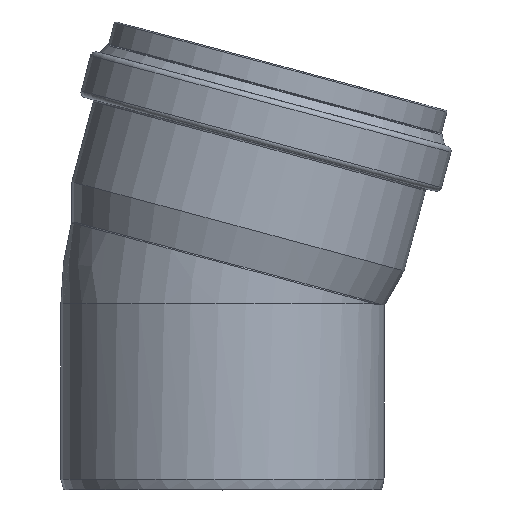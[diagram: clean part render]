
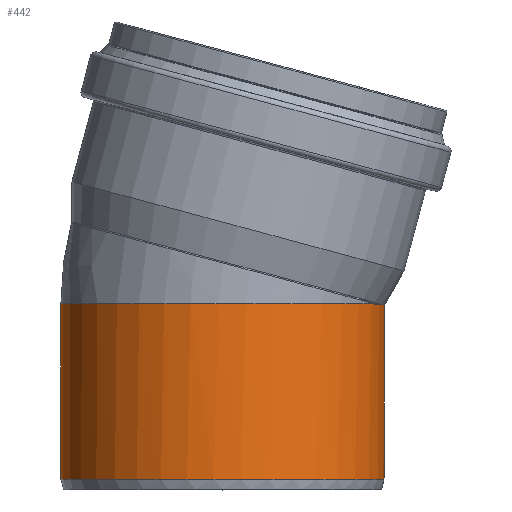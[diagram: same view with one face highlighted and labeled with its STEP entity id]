
A CAD part, top view. The second image highlights one B-rep face of the part: STEP entity #442.
In plain terms, the highlighted cylindrical face has radius 125.15 mm (diameter 250.3 mm), a full revolution.
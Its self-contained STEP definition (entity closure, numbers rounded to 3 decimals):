
#37=CYLINDRICAL_SURFACE('',#491,125.15);
#47=ELLIPSE('',#484,126.265,125.15);
#55=FACE_BOUND('',#138,.T.);
#95=FACE_OUTER_BOUND('',#137,.T.);
#137=EDGE_LOOP('',(#354));
#138=EDGE_LOOP('',(#355,#356));
#210=CIRCLE('',#482,125.15);
#214=CIRCLE('',#490,125.15);
#250=VERTEX_POINT('',#728);
#252=VERTEX_POINT('',#756);
#254=VERTEX_POINT('',#765);
#292=EDGE_CURVE('',#250,#250,#210,.T.);
#295=EDGE_CURVE('',#252,#254,#47,.T.);
#302=EDGE_CURVE('',#254,#252,#214,.T.);
#354=ORIENTED_EDGE('',*,*,#292,.T.);
#355=ORIENTED_EDGE('',*,*,#295,.F.);
#356=ORIENTED_EDGE('',*,*,#302,.F.);
#442=ADVANCED_FACE('',(#95,#55),#37,.T.);
#482=AXIS2_PLACEMENT_3D('',#729,#566,#567);
#484=AXIS2_PLACEMENT_3D('',#766,#570,#571);
#490=AXIS2_PLACEMENT_3D('',#846,#582,#583);
#491=AXIS2_PLACEMENT_3D('',#847,#584,#585);
#566=DIRECTION('center_axis',(0.,1.,0.));
#567=DIRECTION('ref_axis',(1.,0.,0.));
#570=DIRECTION('center_axis',(0.133,0.991,0.));
#571=DIRECTION('ref_axis',(0.991,-0.133,0.));
#582=DIRECTION('center_axis',(0.,1.,0.));
#583=DIRECTION('ref_axis',(1.,0.,0.));
#584=DIRECTION('center_axis',(0.,1.,0.));
#585=DIRECTION('ref_axis',(1.,0.,0.));
#728=CARTESIAN_POINT('',(-125.15,8.,0.));
#729=CARTESIAN_POINT('Origin',(0.,8.,0.));
#756=CARTESIAN_POINT('',(115.307,143.907,48.649));
#765=CARTESIAN_POINT('',(115.307,143.907,-48.649));
#766=CARTESIAN_POINT('Origin',(0.,159.33,0.));
#846=CARTESIAN_POINT('Origin',(0.,143.907,0.));
#847=CARTESIAN_POINT('Origin',(0.,0.,0.));
